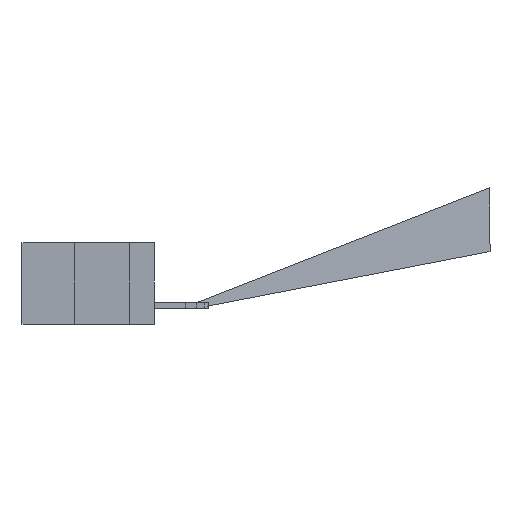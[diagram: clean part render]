
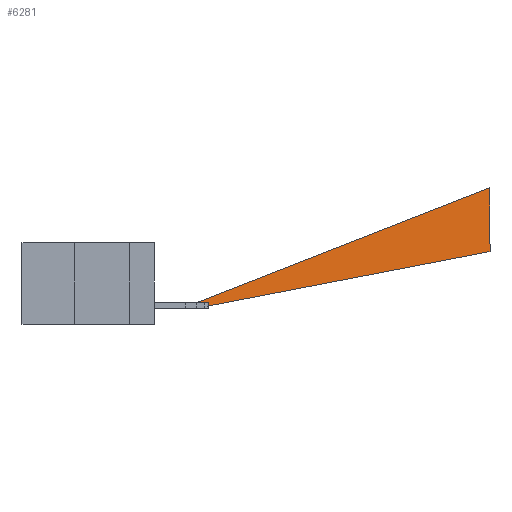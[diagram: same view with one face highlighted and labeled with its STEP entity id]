
A CAD part, left-side view. The second image highlights one B-rep face of the part: STEP entity #6281.
In plain terms, the highlighted face is planar.
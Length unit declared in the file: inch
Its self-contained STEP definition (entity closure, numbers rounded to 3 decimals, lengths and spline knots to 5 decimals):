
#240 = CARTESIAN_POINT ( 'NONE',  ( 0.81421, 0.0125, 0.016 ) ) ;
#905 = VERTEX_POINT ( 'NONE', #16679 ) ;
#1033 = VECTOR ( 'NONE', #14567, 39.37008 ) ;
#1482 = LINE ( 'NONE', #4238, #1033 ) ;
#1981 = DIRECTION ( 'NONE',  ( 0., 0., 1. ) ) ;
#2111 = DIRECTION ( 'NONE',  ( 1., 0., 0. ) ) ;
#2333 = CARTESIAN_POINT ( 'NONE',  ( 0.86221, -0.00004, 0.016 ) ) ;
#3789 = ORIENTED_EDGE ( 'NONE', *, *, #9452, .F. ) ;
#3949 = ORIENTED_EDGE ( 'NONE', *, *, #8469, .T. ) ;
#3950 = CARTESIAN_POINT ( 'NONE',  ( 0.86221, -0.00004, 0.016 ) ) ;
#4060 = VERTEX_POINT ( 'NONE', #7207 ) ;
#4238 = CARTESIAN_POINT ( 'NONE',  ( 2.1975, 0.27, -0.221 ) ) ;
#4419 = AXIS2_PLACEMENT_3D ( 'NONE', #2333, #1981, #2111 ) ;
#4660 = ORIENTED_EDGE ( 'NONE', *, *, #12657, .T. ) ;
#5350 = DIRECTION ( 'NONE',  ( 0., 1., 0. ) ) ;
#5508 = PLANE ( 'NONE',  #4419 ) ;
#6010 = VERTEX_POINT ( 'NONE', #13682 ) ;
#6281 = ADVANCED_FACE ( 'NONE', ( #7290 ), #5508, .F. ) ;
#7207 = CARTESIAN_POINT ( 'NONE',  ( 0.86221, 0.0375, 0.016 ) ) ;
#7290 = FACE_OUTER_BOUND ( 'NONE', #10719, .T. ) ;
#7676 = VERTEX_POINT ( 'NONE', #240 ) ;
#7937 = LINE ( 'NONE', #13147, #11742 ) ;
#8422 = VECTOR ( 'NONE', #5350, 39.37008 ) ;
#8469 = EDGE_CURVE ( 'NONE', #7676, #6010, #8630, .T. ) ;
#8554 = CARTESIAN_POINT ( 'NONE',  ( 2.1975, 0.56, -0.221 ) ) ;
#8630 = LINE ( 'NONE', #15010, #11632 ) ;
#8929 = ORIENTED_EDGE ( 'NONE', *, *, #8934, .F. ) ;
#8934 = EDGE_CURVE ( 'NONE', #9614, #15428, #1482, .T. ) ;
#9452 = EDGE_CURVE ( 'NONE', #905, #4060, #15201, .T. ) ;
#9614 = VERTEX_POINT ( 'NONE', #8554 ) ;
#10719 = EDGE_LOOP ( 'NONE', ( #3949, #4660, #3789, #8929 ) ) ;
#11632 = VECTOR ( 'NONE', #14954, 39.37008 ) ;
#11742 = VECTOR ( 'NONE', #14398, 39.37008 ) ;
#12657 = EDGE_CURVE ( 'NONE', #6010, #4060, #7937, .T. ) ;
#13147 = CARTESIAN_POINT ( 'NONE',  ( 0.86221, 0.0375, 0.016 ) ) ;
#13682 = CARTESIAN_POINT ( 'NONE',  ( 0.81421, 0.0375, 0.016 ) ) ;
#14037 = CARTESIAN_POINT ( 'NONE',  ( 2.1975, 0.27, -0.221 ) ) ;
#14398 = DIRECTION ( 'NONE',  ( 1., 0., 0. ) ) ;
#14567 = DIRECTION ( 'NONE',  ( 0., -1., 0. ) ) ;
#14954 = DIRECTION ( 'NONE',  ( 0., 1., 0. ) ) ;
#15010 = CARTESIAN_POINT ( 'NONE',  ( 0.81421, -0.00004, 0.016 ) ) ;
#15201 = LINE ( 'NONE', #3950, #8422 ) ;
#15428 = VERTEX_POINT ( 'NONE', #14037 ) ;
#16679 = CARTESIAN_POINT ( 'NONE',  ( 0.86221, 0.0125, 0.016 ) ) ;
